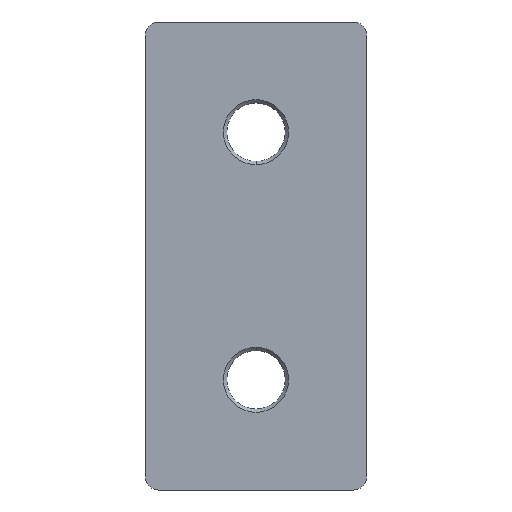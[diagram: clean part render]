
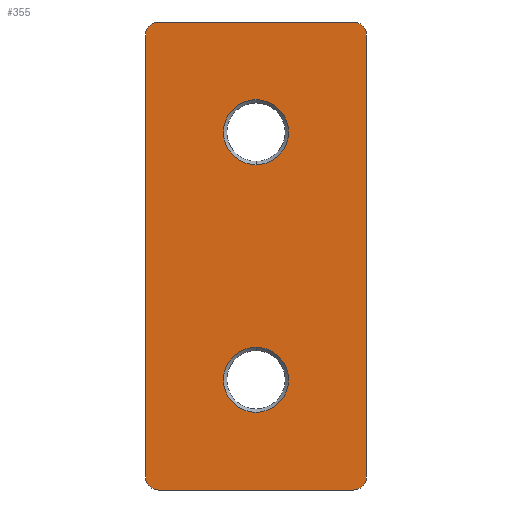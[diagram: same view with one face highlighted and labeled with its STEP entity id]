
A CAD part, front view. The second image highlights one B-rep face of the part: STEP entity #355.
In plain terms, the highlighted planar face has unit normal (0, -1, 0).
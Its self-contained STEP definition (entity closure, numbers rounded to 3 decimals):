
#8 = CARTESIAN_POINT ( 'NONE',  ( 17., 0., -36. ) ) ;
#9 = DIRECTION ( 'NONE',  ( 0., 0., 1. ) ) ;
#12 = PLANE ( 'NONE',  #585 ) ;
#19 = CARTESIAN_POINT ( 'NONE',  ( -17., 0., 36. ) ) ;
#22 = AXIS2_PLACEMENT_3D ( 'NONE', #673, #671, #692 ) ;
#59 = CARTESIAN_POINT ( 'NONE',  ( -17., 0., -34. ) ) ;
#88 = EDGE_CURVE ( 'NONE', #621, #563, #441, .T. ) ;
#103 = CIRCLE ( 'NONE', #786, 5. ) ;
#107 = ORIENTED_EDGE ( 'NONE', *, *, #495, .F. ) ;
#108 = CIRCLE ( 'NONE', #807, 2. ) ;
#115 = CIRCLE ( 'NONE', #791, 2. ) ;
#126 = CIRCLE ( 'NONE', #814, 5. ) ;
#131 = CIRCLE ( 'NONE', #835, 2. ) ;
#140 = ORIENTED_EDGE ( 'NONE', *, *, #206, .T. ) ;
#143 = ORIENTED_EDGE ( 'NONE', *, *, #403, .F. ) ;
#149 = ORIENTED_EDGE ( 'NONE', *, *, #822, .T. ) ;
#150 = ORIENTED_EDGE ( 'NONE', *, *, #723, .T. ) ;
#152 = CIRCLE ( 'NONE', #541, 5. ) ;
#155 = CIRCLE ( 'NONE', #823, 5. ) ;
#175 = LINE ( 'NONE', #722, #185 ) ;
#185 = VECTOR ( 'NONE', #735, 1000. ) ;
#206 = EDGE_CURVE ( 'NONE', #555, #583, #379, .T. ) ;
#208 = VECTOR ( 'NONE', #824, 1000. ) ;
#212 = VECTOR ( 'NONE', #838, 1000. ) ;
#214 = LINE ( 'NONE', #832, #208 ) ;
#227 = LINE ( 'NONE', #8, #212 ) ;
#231 = FACE_OUTER_BOUND ( 'NONE', #460, .T. ) ;
#237 = CARTESIAN_POINT ( 'NONE',  ( -17., 0., -36. ) ) ;
#242 = FACE_BOUND ( 'NONE', #706, .T. ) ;
#260 = FACE_BOUND ( 'NONE', #625, .T. ) ;
#279 = DIRECTION ( 'NONE',  ( -1., 0., 0. ) ) ;
#303 = DIRECTION ( 'NONE',  ( 0., 0., 1. ) ) ;
#306 = DIRECTION ( 'NONE',  ( 0., 1., 0. ) ) ;
#308 = CARTESIAN_POINT ( 'NONE',  ( 0., 0., 19.05 ) ) ;
#333 = VERTEX_POINT ( 'NONE', #59 ) ;
#355 = ADVANCED_FACE ( 'NONE', ( #242, #260, #231 ), #12, .F. ) ;
#360 = DIRECTION ( 'NONE',  ( 0., 0., 1. ) ) ;
#366 = DIRECTION ( 'NONE',  ( 0., -1., 0. ) ) ;
#368 = CARTESIAN_POINT ( 'NONE',  ( -15., 0., 34. ) ) ;
#378 = CARTESIAN_POINT ( 'NONE',  ( 0., 0., -14.05 ) ) ;
#379 = CIRCLE ( 'NONE', #22, 2. ) ;
#388 = DIRECTION ( 'NONE',  ( 0., 0., 1. ) ) ;
#390 = EDGE_CURVE ( 'NONE', #555, #549, #227, .T. ) ;
#392 = DIRECTION ( 'NONE',  ( 0., -1., 0. ) ) ;
#393 = CARTESIAN_POINT ( 'NONE',  ( 15., 0., -34. ) ) ;
#403 = EDGE_CURVE ( 'NONE', #333, #473, #214, .T. ) ;
#431 = CARTESIAN_POINT ( 'NONE',  ( 0., 0., 14.05 ) ) ;
#435 = VECTOR ( 'NONE', #279, 1000. ) ;
#441 = LINE ( 'NONE', #237, #435 ) ;
#442 = CARTESIAN_POINT ( 'NONE',  ( 0., 0., -24.05 ) ) ;
#460 = EDGE_LOOP ( 'NONE', ( #524, #529, #540, #140, #107, #149, #143, #150 ) ) ;
#462 = DIRECTION ( 'NONE',  ( 0., 0., 1. ) ) ;
#464 = DIRECTION ( 'NONE',  ( 0., 1., 0. ) ) ;
#466 = CARTESIAN_POINT ( 'NONE',  ( 0., 0., 19.05 ) ) ;
#473 = VERTEX_POINT ( 'NONE', #762 ) ;
#495 = EDGE_CURVE ( 'NONE', #659, #583, #175, .T. ) ;
#500 = DIRECTION ( 'NONE',  ( 0., 0., 1. ) ) ;
#501 = ORIENTED_EDGE ( 'NONE', *, *, #745, .T. ) ;
#502 = DIRECTION ( 'NONE',  ( 0., 1., 0. ) ) ;
#503 = CARTESIAN_POINT ( 'NONE',  ( 0., 0., -19.05 ) ) ;
#507 = ORIENTED_EDGE ( 'NONE', *, *, #715, .T. ) ;
#513 = ORIENTED_EDGE ( 'NONE', *, *, #757, .T. ) ;
#522 = ORIENTED_EDGE ( 'NONE', *, *, #837, .T. ) ;
#524 = ORIENTED_EDGE ( 'NONE', *, *, #88, .F. ) ;
#528 = DIRECTION ( 'NONE',  ( 0., 0., 1. ) ) ;
#529 = ORIENTED_EDGE ( 'NONE', *, *, #787, .T. ) ;
#530 = DIRECTION ( 'NONE',  ( 0., -1., 0. ) ) ;
#532 = CARTESIAN_POINT ( 'NONE',  ( -15., 0., -34. ) ) ;
#536 = DIRECTION ( 'NONE',  ( 0., 0., 1. ) ) ;
#539 = DIRECTION ( 'NONE',  ( 0., 1., 0. ) ) ;
#540 = ORIENTED_EDGE ( 'NONE', *, *, #390, .F. ) ;
#541 = AXIS2_PLACEMENT_3D ( 'NONE', #542, #539, #536 ) ;
#542 = CARTESIAN_POINT ( 'NONE',  ( 0., 0., -19.05 ) ) ;
#549 = VERTEX_POINT ( 'NONE', #558 ) ;
#555 = VERTEX_POINT ( 'NONE', #703 ) ;
#558 = CARTESIAN_POINT ( 'NONE',  ( 17., 0., -34. ) ) ;
#562 = VERTEX_POINT ( 'NONE', #663 ) ;
#563 = VERTEX_POINT ( 'NONE', #677 ) ;
#581 = CARTESIAN_POINT ( 'NONE',  ( -15., 0., 36. ) ) ;
#583 = VERTEX_POINT ( 'NONE', #655 ) ;
#585 = AXIS2_PLACEMENT_3D ( 'NONE', #19, #853, #9 ) ;
#621 = VERTEX_POINT ( 'NONE', #624 ) ;
#624 = CARTESIAN_POINT ( 'NONE',  ( 15., 0., -36. ) ) ;
#625 = EDGE_LOOP ( 'NONE', ( #513, #522 ) ) ;
#655 = CARTESIAN_POINT ( 'NONE',  ( 15., 0., 36. ) ) ;
#659 = VERTEX_POINT ( 'NONE', #581 ) ;
#663 = CARTESIAN_POINT ( 'NONE',  ( 0., 0., 24.05 ) ) ;
#671 = DIRECTION ( 'NONE',  ( 0., -1., 0. ) ) ;
#673 = CARTESIAN_POINT ( 'NONE',  ( 15., 0., 34. ) ) ;
#677 = CARTESIAN_POINT ( 'NONE',  ( -15., 0., -36. ) ) ;
#692 = DIRECTION ( 'NONE',  ( 0., 0., 1. ) ) ;
#703 = CARTESIAN_POINT ( 'NONE',  ( 17., 0., 34. ) ) ;
#706 = EDGE_LOOP ( 'NONE', ( #501, #507 ) ) ;
#715 = EDGE_CURVE ( 'NONE', #828, #830, #152, .T. ) ;
#722 = CARTESIAN_POINT ( 'NONE',  ( -17., 0., 36. ) ) ;
#723 = EDGE_CURVE ( 'NONE', #333, #563, #131, .T. ) ;
#735 = DIRECTION ( 'NONE',  ( 1., 0., 0. ) ) ;
#745 = EDGE_CURVE ( 'NONE', #830, #828, #155, .T. ) ;
#757 = EDGE_CURVE ( 'NONE', #779, #562, #126, .T. ) ;
#762 = CARTESIAN_POINT ( 'NONE',  ( -17., 0., 34. ) ) ;
#779 = VERTEX_POINT ( 'NONE', #431 ) ;
#786 = AXIS2_PLACEMENT_3D ( 'NONE', #308, #306, #303 ) ;
#787 = EDGE_CURVE ( 'NONE', #621, #549, #108, .T. ) ;
#791 = AXIS2_PLACEMENT_3D ( 'NONE', #368, #366, #360 ) ;
#807 = AXIS2_PLACEMENT_3D ( 'NONE', #393, #392, #388 ) ;
#814 = AXIS2_PLACEMENT_3D ( 'NONE', #466, #464, #462 ) ;
#822 = EDGE_CURVE ( 'NONE', #659, #473, #115, .T. ) ;
#823 = AXIS2_PLACEMENT_3D ( 'NONE', #503, #502, #500 ) ;
#824 = DIRECTION ( 'NONE',  ( 0., 0., 1. ) ) ;
#828 = VERTEX_POINT ( 'NONE', #378 ) ;
#830 = VERTEX_POINT ( 'NONE', #442 ) ;
#832 = CARTESIAN_POINT ( 'NONE',  ( -17., 0., -36. ) ) ;
#835 = AXIS2_PLACEMENT_3D ( 'NONE', #532, #530, #528 ) ;
#837 = EDGE_CURVE ( 'NONE', #562, #779, #103, .T. ) ;
#838 = DIRECTION ( 'NONE',  ( 0., 0., -1. ) ) ;
#853 = DIRECTION ( 'NONE',  ( 0., 1., 0. ) ) ;
